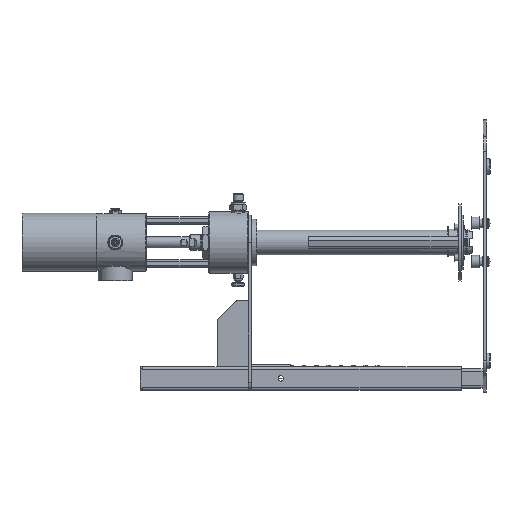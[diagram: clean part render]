
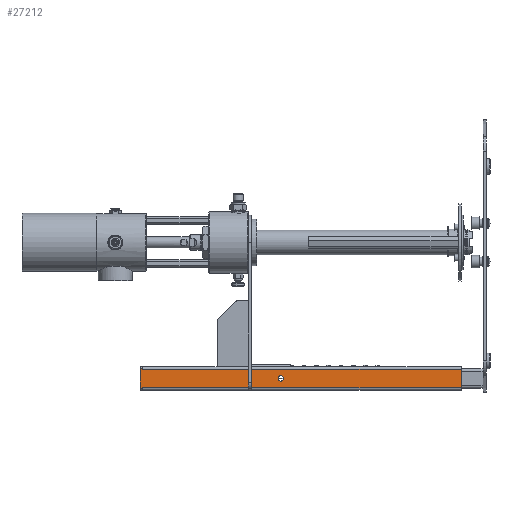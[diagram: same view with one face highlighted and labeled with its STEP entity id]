
A CAD part, left-side view. The second image highlights one B-rep face of the part: STEP entity #27212.
In plain terms, the highlighted planar face has unit normal (-1, 0, 0).
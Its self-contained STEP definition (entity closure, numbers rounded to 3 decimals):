
#1146=LINE('',#46384,#3183);
#1150=LINE('',#46398,#3187);
#1151=LINE('',#46400,#3188);
#1152=LINE('',#46402,#3189);
#1153=LINE('',#46404,#3190);
#1154=LINE('',#46406,#3191);
#1155=LINE('',#46408,#3192);
#1156=LINE('',#46410,#3193);
#3183=VECTOR('',#37710,1000.);
#3187=VECTOR('',#37722,1000.);
#3188=VECTOR('',#37725,1000.);
#3189=VECTOR('',#37726,1000.);
#3190=VECTOR('',#37727,1000.);
#3191=VECTOR('',#37728,1000.);
#3192=VECTOR('',#37729,1000.);
#3193=VECTOR('',#37730,1000.);
#5216=PLANE('',#34059);
#6606=ORIENTED_EDGE('',*,*,#14215,.F.);
#6607=ORIENTED_EDGE('',*,*,#14207,.T.);
#6608=ORIENTED_EDGE('',*,*,#14214,.F.);
#6609=ORIENTED_EDGE('',*,*,#14216,.T.);
#6610=ORIENTED_EDGE('',*,*,#14217,.T.);
#6611=ORIENTED_EDGE('',*,*,#14218,.T.);
#6612=ORIENTED_EDGE('',*,*,#14219,.F.);
#6613=ORIENTED_EDGE('',*,*,#14220,.T.);
#6614=ORIENTED_EDGE('',*,*,#14221,.F.);
#14207=EDGE_CURVE('',#18070,#18071,#1146,.T.);
#14214=EDGE_CURVE('',#18075,#18071,#1150,.T.);
#14215=EDGE_CURVE('',#18070,#18076,#1151,.T.);
#14216=EDGE_CURVE('',#18075,#18077,#1152,.T.);
#14217=EDGE_CURVE('',#18077,#18078,#1153,.T.);
#14218=EDGE_CURVE('',#18078,#18079,#1154,.T.);
#14219=EDGE_CURVE('',#18080,#18079,#1155,.T.);
#14220=EDGE_CURVE('',#18080,#18076,#1156,.T.);
#14221=EDGE_CURVE('',#18081,#18081,#20700,.T.);
#18070=VERTEX_POINT('',#46385);
#18071=VERTEX_POINT('',#46386);
#18075=VERTEX_POINT('',#46397);
#18076=VERTEX_POINT('',#46401);
#18077=VERTEX_POINT('',#46403);
#18078=VERTEX_POINT('',#46405);
#18079=VERTEX_POINT('',#46407);
#18080=VERTEX_POINT('',#46409);
#18081=VERTEX_POINT('',#46412);
#20700=CIRCLE('',#34060,3.5);
#21923=EDGE_LOOP('',(#6606,#6607,#6608,#6609,#6610,#6611,#6612,#6613));
#21924=EDGE_LOOP('',(#6614));
#24332=FACE_BOUND('',#21923,.T.);
#24333=FACE_BOUND('',#21924,.T.);
#27212=ADVANCED_FACE('',(#24332,#24333),#5216,.T.);
#34059=AXIS2_PLACEMENT_3D('',#46399,#37723,#37724);
#34060=AXIS2_PLACEMENT_3D('',#46411,#37731,#37732);
#37710=DIRECTION('',(0.,1.,0.));
#37722=DIRECTION('',(0.,0.,-1.));
#37723=DIRECTION('',(-1.,0.,0.));
#37724=DIRECTION('',(0.,0.,1.));
#37725=DIRECTION('',(0.,0.,-1.));
#37726=DIRECTION('',(0.,1.,0.));
#37727=DIRECTION('',(0.,0.,-1.));
#37728=DIRECTION('',(0.,-1.,0.));
#37729=DIRECTION('',(0.,0.,-1.));
#37730=DIRECTION('',(0.,-1.,0.));
#37731=DIRECTION('',(-1.,0.,0.));
#37732=DIRECTION('',(0.,0.,1.));
#46384=CARTESIAN_POINT('',(-15.,32.,29.5));
#46385=CARTESIAN_POINT('',(-15.,32.,29.5));
#46386=CARTESIAN_POINT('',(-15.,442.,29.5));
#46397=CARTESIAN_POINT('',(-15.,442.,30.));
#46398=CARTESIAN_POINT('',(-15.,442.,30.));
#46399=CARTESIAN_POINT('',(-15.,442.,2.5));
#46400=CARTESIAN_POINT('',(-15.,32.,29.5));
#46401=CARTESIAN_POINT('',(-15.,32.,5.5));
#46402=CARTESIAN_POINT('',(-15.,442.,30.));
#46403=CARTESIAN_POINT('',(-15.,445.,30.));
#46404=CARTESIAN_POINT('',(-15.,445.,30.));
#46405=CARTESIAN_POINT('',(-15.,445.,5.));
#46406=CARTESIAN_POINT('',(-15.,445.,5.));
#46407=CARTESIAN_POINT('',(-15.,442.,5.));
#46408=CARTESIAN_POINT('',(-15.,442.,5.5));
#46409=CARTESIAN_POINT('',(-15.,442.,5.5));
#46410=CARTESIAN_POINT('',(-15.,442.,5.5));
#46411=CARTESIAN_POINT('',(-15.,264.,17.5));
#46412=CARTESIAN_POINT('',(-15.,264.,21.));
